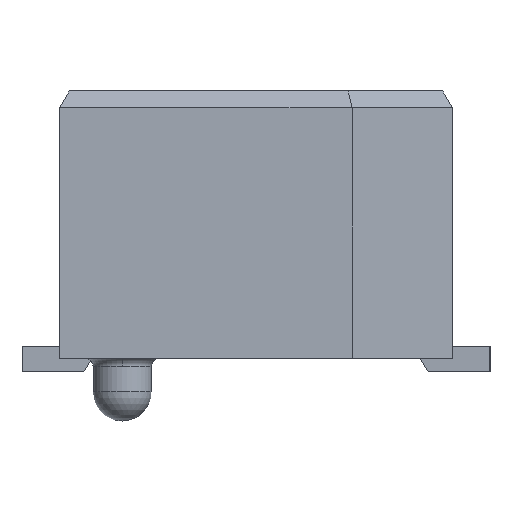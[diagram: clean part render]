
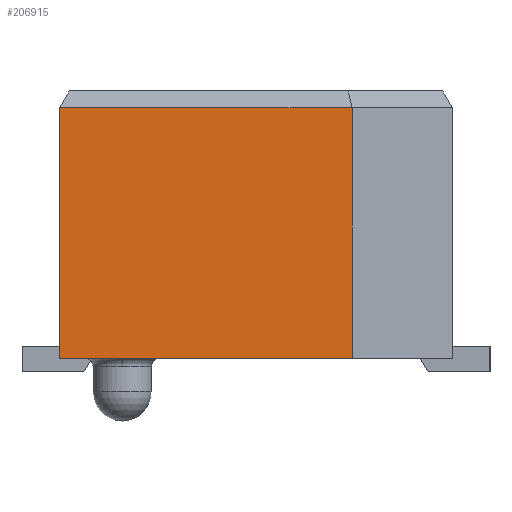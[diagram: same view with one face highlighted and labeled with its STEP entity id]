
A CAD part, left-side view. The second image highlights one B-rep face of the part: STEP entity #206915.
In plain terms, the highlighted planar face has unit normal (-1, 0, 0).
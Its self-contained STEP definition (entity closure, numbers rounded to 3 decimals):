
#164849 = PLANE('',#164850);
#164850 = AXIS2_PLACEMENT_3D('',#164851,#164852,#164853);
#164851 = CARTESIAN_POINT('',(-15.003,-2.985,4.018));
#164852 = DIRECTION('',(-0.866,0.,0.5));
#164853 = DIRECTION('',(-0.5,0.,-0.866));
#179786 = VERTEX_POINT('',#179787);
#179787 = CARTESIAN_POINT('',(-15.003,2.985,4.018));
#179808 = EDGE_CURVE('',#179809,#179786,#179811,.T.);
#179809 = VERTEX_POINT('',#179810);
#179810 = CARTESIAN_POINT('',(-15.003,-1.461,4.018));
#179811 = SURFACE_CURVE('',#179812,(#179816,#179823),.PCURVE_S1.);
#179812 = LINE('',#179813,#179814);
#179813 = CARTESIAN_POINT('',(-15.003,2.985,4.018));
#179814 = VECTOR('',#179815,1.);
#179815 = DIRECTION('',(0.,1.,0.));
#179816 = PCURVE('',#164849,#179817);
#179817 = DEFINITIONAL_REPRESENTATION('',(#179818),#179822);
#179818 = LINE('',#179819,#179820);
#179819 = CARTESIAN_POINT('',(0.,-5.969));
#179820 = VECTOR('',#179821,1.);
#179821 = DIRECTION('',(0.,-1.));
#179822 = ( GEOMETRIC_REPRESENTATION_CONTEXT(2) 
PARAMETRIC_REPRESENTATION_CONTEXT() REPRESENTATION_CONTEXT('2D SPACE',''
  ) );
#179823 = PCURVE('',#179824,#179829);
#179824 = PLANE('',#179825);
#179825 = AXIS2_PLACEMENT_3D('',#179826,#179827,#179828);
#179826 = CARTESIAN_POINT('',(-15.003,-2.985,0.208));
#179827 = DIRECTION('',(-1.,0.,0.));
#179828 = DIRECTION('',(0.,-1.,0.));
#179829 = DEFINITIONAL_REPRESENTATION('',(#179830),#179834);
#179830 = LINE('',#179831,#179832);
#179831 = CARTESIAN_POINT('',(-5.969,3.81));
#179832 = VECTOR('',#179833,1.);
#179833 = DIRECTION('',(-1.,0.));
#179834 = ( GEOMETRIC_REPRESENTATION_CONTEXT(2) 
PARAMETRIC_REPRESENTATION_CONTEXT() REPRESENTATION_CONTEXT('2D SPACE',''
  ) );
#179932 = PLANE('',#179933);
#179933 = AXIS2_PLACEMENT_3D('',#179934,#179935,#179936);
#179934 = CARTESIAN_POINT('',(-15.003,-1.461,0.208));
#179935 = DIRECTION('',(0.707,0.707,
    0.));
#179936 = DIRECTION('',(-0.707,0.707,
    0.));
#180016 = PLANE('',#180017);
#180017 = AXIS2_PLACEMENT_3D('',#180018,#180019,#180020);
#180018 = CARTESIAN_POINT('',(-15.003,2.985,4.272));
#180019 = DIRECTION('',(0.,-1.,0.));
#180020 = DIRECTION('',(1.,0.,0.));
#180399 = PLANE('',#180400);
#180400 = AXIS2_PLACEMENT_3D('',#180401,#180402,#180403);
#180401 = CARTESIAN_POINT('',(-15.003,-2.985,0.208));
#180402 = DIRECTION('',(0.,0.,1.));
#180403 = DIRECTION('',(-1.,0.,0.));
#206915 = ADVANCED_FACE('',(#206916),#179824,.T.);
#206916 = FACE_BOUND('',#206917,.T.);
#206917 = EDGE_LOOP('',(#206918,#206941,#206942,#206965));
#206918 = ORIENTED_EDGE('',*,*,#206919,.T.);
#206919 = EDGE_CURVE('',#206920,#179809,#206922,.T.);
#206920 = VERTEX_POINT('',#206921);
#206921 = CARTESIAN_POINT('',(-15.003,-1.461,0.208));
#206922 = SURFACE_CURVE('',#206923,(#206927,#206934),.PCURVE_S1.);
#206923 = LINE('',#206924,#206925);
#206924 = CARTESIAN_POINT('',(-15.003,-1.461,0.208));
#206925 = VECTOR('',#206926,1.);
#206926 = DIRECTION('',(0.,0.,1.));
#206927 = PCURVE('',#179824,#206928);
#206928 = DEFINITIONAL_REPRESENTATION('',(#206929),#206933);
#206929 = LINE('',#206930,#206931);
#206930 = CARTESIAN_POINT('',(-1.524,0.));
#206931 = VECTOR('',#206932,1.);
#206932 = DIRECTION('',(0.,1.));
#206933 = ( GEOMETRIC_REPRESENTATION_CONTEXT(2) 
PARAMETRIC_REPRESENTATION_CONTEXT() REPRESENTATION_CONTEXT('2D SPACE',''
  ) );
#206934 = PCURVE('',#179932,#206935);
#206935 = DEFINITIONAL_REPRESENTATION('',(#206936),#206940);
#206936 = LINE('',#206937,#206938);
#206937 = CARTESIAN_POINT('',(0.,0.));
#206938 = VECTOR('',#206939,1.);
#206939 = DIRECTION('',(0.,1.));
#206940 = ( GEOMETRIC_REPRESENTATION_CONTEXT(2) 
PARAMETRIC_REPRESENTATION_CONTEXT() REPRESENTATION_CONTEXT('2D SPACE',''
  ) );
#206941 = ORIENTED_EDGE('',*,*,#179808,.T.);
#206942 = ORIENTED_EDGE('',*,*,#206943,.F.);
#206943 = EDGE_CURVE('',#206944,#179786,#206946,.T.);
#206944 = VERTEX_POINT('',#206945);
#206945 = CARTESIAN_POINT('',(-15.003,2.985,0.208));
#206946 = SURFACE_CURVE('',#206947,(#206951,#206958),.PCURVE_S1.);
#206947 = LINE('',#206948,#206949);
#206948 = CARTESIAN_POINT('',(-15.003,2.985,0.208));
#206949 = VECTOR('',#206950,1.);
#206950 = DIRECTION('',(0.,0.,1.));
#206951 = PCURVE('',#179824,#206952);
#206952 = DEFINITIONAL_REPRESENTATION('',(#206953),#206957);
#206953 = LINE('',#206954,#206955);
#206954 = CARTESIAN_POINT('',(-5.969,0.));
#206955 = VECTOR('',#206956,1.);
#206956 = DIRECTION('',(0.,1.));
#206957 = ( GEOMETRIC_REPRESENTATION_CONTEXT(2) 
PARAMETRIC_REPRESENTATION_CONTEXT() REPRESENTATION_CONTEXT('2D SPACE',''
  ) );
#206958 = PCURVE('',#180016,#206959);
#206959 = DEFINITIONAL_REPRESENTATION('',(#206960),#206964);
#206960 = LINE('',#206961,#206962);
#206961 = CARTESIAN_POINT('',(0.,-4.064));
#206962 = VECTOR('',#206963,1.);
#206963 = DIRECTION('',(0.,1.));
#206964 = ( GEOMETRIC_REPRESENTATION_CONTEXT(2) 
PARAMETRIC_REPRESENTATION_CONTEXT() REPRESENTATION_CONTEXT('2D SPACE',''
  ) );
#206965 = ORIENTED_EDGE('',*,*,#206966,.F.);
#206966 = EDGE_CURVE('',#206920,#206944,#206967,.T.);
#206967 = SURFACE_CURVE('',#206968,(#206972,#206979),.PCURVE_S1.);
#206968 = LINE('',#206969,#206970);
#206969 = CARTESIAN_POINT('',(-15.003,-2.985,0.208));
#206970 = VECTOR('',#206971,1.);
#206971 = DIRECTION('',(0.,1.,0.));
#206972 = PCURVE('',#179824,#206973);
#206973 = DEFINITIONAL_REPRESENTATION('',(#206974),#206978);
#206974 = LINE('',#206975,#206976);
#206975 = CARTESIAN_POINT('',(0.,0.));
#206976 = VECTOR('',#206977,1.);
#206977 = DIRECTION('',(-1.,0.));
#206978 = ( GEOMETRIC_REPRESENTATION_CONTEXT(2) 
PARAMETRIC_REPRESENTATION_CONTEXT() REPRESENTATION_CONTEXT('2D SPACE',''
  ) );
#206979 = PCURVE('',#180399,#206980);
#206980 = DEFINITIONAL_REPRESENTATION('',(#206981),#206985);
#206981 = LINE('',#206982,#206983);
#206982 = CARTESIAN_POINT('',(0.,0.));
#206983 = VECTOR('',#206984,1.);
#206984 = DIRECTION('',(0.,-1.));
#206985 = ( GEOMETRIC_REPRESENTATION_CONTEXT(2) 
PARAMETRIC_REPRESENTATION_CONTEXT() REPRESENTATION_CONTEXT('2D SPACE',''
  ) );
